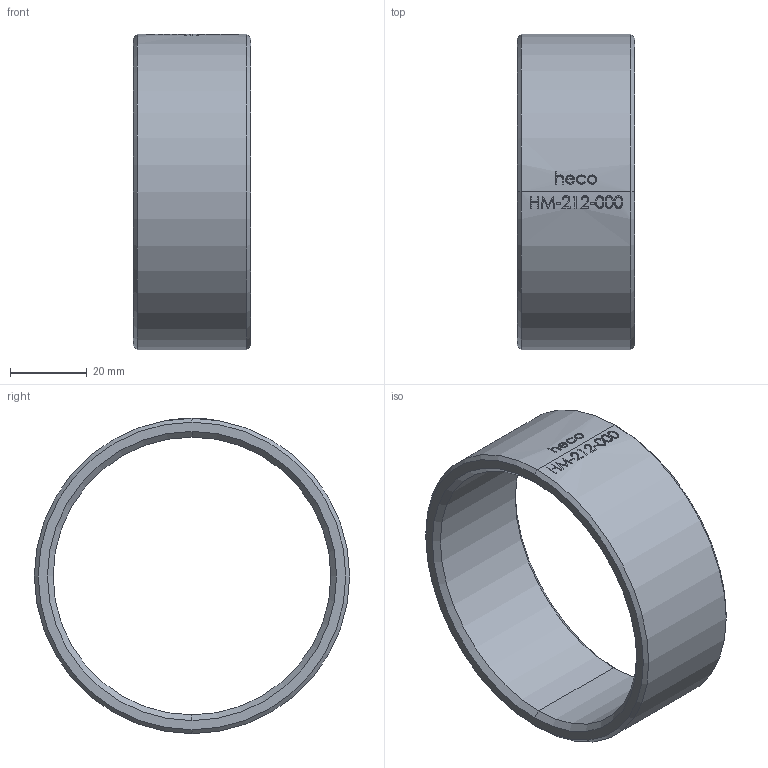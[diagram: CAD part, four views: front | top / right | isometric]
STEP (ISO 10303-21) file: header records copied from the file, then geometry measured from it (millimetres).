
FILE_DESCRIPTION (( 'STEP AP214' ), '1' );
FILE_NAME ('HM-212-000-x halbe Muffe heco.STEP', '2018-05-16T12:22:08', ( '' ), ( '' ), 'SwSTEP 2.0', 'SolidWorks 2016', '' );
FILE_SCHEMA (( 'AUTOMOTIVE_DESIGN' ));
Length unit declared in the file: millimetre
Products named in the file (1): HM-212-000-x halbe Muffe heco
Bounding box: 30.5 x 82 x 82 mm (x, y, z)
Volume: 35340.3 mm3; surface area: 16459.9 mm2
Topology: 1 solids, 1 shells, 171 faces, 442 edges, 292 vertices
Faces by surface type: bspline 90, plane 50, cylinder 23, cone 8
Entity records: 19292 total; most frequent: CARTESIAN_POINT 14180, ORIENTED_EDGE 884, EDGE_CURVE 442, DIRECTION 376, VERTEX_POINT 292, B_SPLINE_CURVE_WITH_KNOTS 284, EDGE_LOOP 192, FACE_OUTER_BOUND 171
